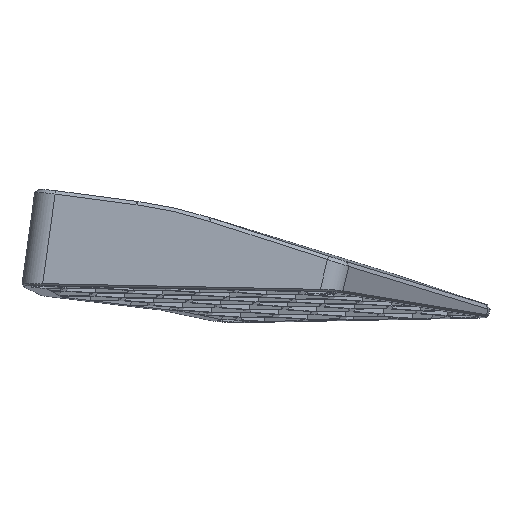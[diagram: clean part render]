
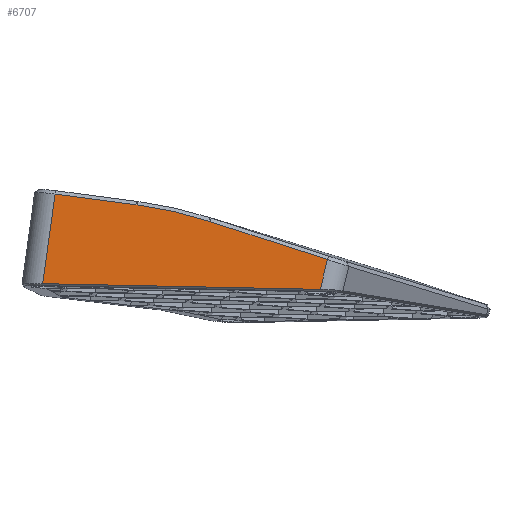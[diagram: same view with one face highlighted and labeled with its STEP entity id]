
A CAD part, top view. The second image highlights one B-rep face of the part: STEP entity #6707.
In plain terms, the highlighted planar face has unit normal (-0.077, 0.082, 0.994).
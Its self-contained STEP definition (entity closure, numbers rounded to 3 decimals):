
#107=B_SPLINE_CURVE_WITH_KNOTS('',3,(#9825,#9826,#9827,#9828),
 .UNSPECIFIED.,.F.,.F.,(4,4),(1.63,1.648),
 .UNSPECIFIED.);
#121=B_SPLINE_CURVE_WITH_KNOTS('',3,(#9981,#9982,#9983,#9984),
 .UNSPECIFIED.,.F.,.F.,(4,4),(-0.921,-0.907),
 .UNSPECIFIED.);
#122=B_SPLINE_CURVE_WITH_KNOTS('',3,(#9988,#9989,#9990,#9991),
 .UNSPECIFIED.,.F.,.F.,(4,4),(-0.103,-0.069),
 .UNSPECIFIED.);
#123=B_SPLINE_CURVE_WITH_KNOTS('',3,(#9993,#9994,#9995,#9996),
 .UNSPECIFIED.,.F.,.F.,(4,4),(-1.57,-1.381),
 .UNSPECIFIED.);
#124=B_SPLINE_CURVE_WITH_KNOTS('',3,(#9998,#9999,#10000,#10001),
 .UNSPECIFIED.,.F.,.F.,(4,4),(-1.573,-1.57),
 .UNSPECIFIED.);
#265=FACE_OUTER_BOUND('',#658,.T.);
#658=EDGE_LOOP('',(#4492,#4493,#4494,#4495,#4496,#4497,#4498,#4499,#4500,
#4501));
#1092=LINE('',#9547,#1858);
#1111=LINE('',#9979,#1877);
#1112=LINE('',#9986,#1878);
#1113=LINE('',#10003,#1879);
#1114=LINE('',#10004,#1880);
#1858=VECTOR('',#7646,10.);
#1877=VECTOR('',#7673,10.);
#1878=VECTOR('',#7674,10.);
#1879=VECTOR('',#7675,10.);
#1880=VECTOR('',#7676,10.);
#2764=VERTEX_POINT('',#9540);
#2767=VERTEX_POINT('',#9545);
#2768=VERTEX_POINT('',#9568);
#2792=VERTEX_POINT('',#9978);
#2793=VERTEX_POINT('',#9980);
#2794=VERTEX_POINT('',#9985);
#2795=VERTEX_POINT('',#9987);
#2796=VERTEX_POINT('',#9992);
#2797=VERTEX_POINT('',#9997);
#2798=VERTEX_POINT('',#10002);
#3421=EDGE_CURVE('',#2767,#2764,#1092,.T.);
#3456=EDGE_CURVE('',#2768,#2767,#107,.T.);
#3470=EDGE_CURVE('',#2768,#2792,#1111,.T.);
#3471=EDGE_CURVE('',#2793,#2792,#121,.T.);
#3472=EDGE_CURVE('',#2794,#2793,#1112,.T.);
#3473=EDGE_CURVE('',#2795,#2794,#122,.T.);
#3474=EDGE_CURVE('',#2796,#2795,#123,.T.);
#3475=EDGE_CURVE('',#2797,#2796,#124,.T.);
#3476=EDGE_CURVE('',#2798,#2797,#1113,.T.);
#3477=EDGE_CURVE('',#2798,#2764,#1114,.T.);
#4492=ORIENTED_EDGE('',*,*,#3421,.F.);
#4493=ORIENTED_EDGE('',*,*,#3456,.F.);
#4494=ORIENTED_EDGE('',*,*,#3470,.T.);
#4495=ORIENTED_EDGE('',*,*,#3471,.F.);
#4496=ORIENTED_EDGE('',*,*,#3472,.F.);
#4497=ORIENTED_EDGE('',*,*,#3473,.F.);
#4498=ORIENTED_EDGE('',*,*,#3474,.F.);
#4499=ORIENTED_EDGE('',*,*,#3475,.F.);
#4500=ORIENTED_EDGE('',*,*,#3476,.F.);
#4501=ORIENTED_EDGE('',*,*,#3477,.T.);
#6377=PLANE('',#7101);
#6707=ADVANCED_FACE('',(#265),#6377,.T.);
#7101=AXIS2_PLACEMENT_3D('',#9977,#7671,#7672);
#7646=DIRECTION('',(-0.997,0.021,-0.079));
#7671=DIRECTION('center_axis',(-0.077,0.082,0.994));
#7672=DIRECTION('ref_axis',(0.219,0.974,-0.063));
#7673=DIRECTION('',(0.233,0.97,-0.062));
#7674=DIRECTION('',(0.947,-0.306,0.098));
#7675=DIRECTION('',(0.988,-0.13,0.087));
#7676=DIRECTION('',(-0.137,-0.988,0.071));
#9540=CARTESIAN_POINT('',(-9.381,-15.082,-14.495));
#9545=CARTESIAN_POINT('',(65.063,-16.619,-8.613));
#9547=CARTESIAN_POINT('',(34.01,-15.978,-11.066));
#9568=CARTESIAN_POINT('',(65.169,-16.621,-8.604));
#9825=CARTESIAN_POINT('Ctrl Pts',(65.169,-16.621,-8.604));
#9826=CARTESIAN_POINT('Ctrl Pts',(65.134,-16.621,-8.607));
#9827=CARTESIAN_POINT('Ctrl Pts',(65.099,-16.62,-8.61));
#9828=CARTESIAN_POINT('Ctrl Pts',(65.063,-16.619,-8.613));
#9977=CARTESIAN_POINT('Origin',(28.864,-9.972,-11.958));
#9978=CARTESIAN_POINT('',(67.093,-8.616,-9.113));
#9979=CARTESIAN_POINT('',(65.318,-16.003,-8.644));
#9980=CARTESIAN_POINT('',(67.014,-8.591,-9.122));
#9981=CARTESIAN_POINT('Ctrl Pts',(67.014,-8.591,-9.122));
#9982=CARTESIAN_POINT('Ctrl Pts',(67.04,-8.599,-9.119));
#9983=CARTESIAN_POINT('Ctrl Pts',(67.066,-8.608,-9.116));
#9984=CARTESIAN_POINT('Ctrl Pts',(67.093,-8.616,-9.113));
#9985=CARTESIAN_POINT('',(35.527,1.596,-12.394));
#9986=CARTESIAN_POINT('',(36.177,1.386,-12.326));
#9987=CARTESIAN_POINT('',(35.199,1.702,-12.428));
#9988=CARTESIAN_POINT('Ctrl Pts',(35.199,1.702,-12.428));
#9989=CARTESIAN_POINT('Ctrl Pts',(35.308,1.667,-12.416));
#9990=CARTESIAN_POINT('Ctrl Pts',(35.418,1.632,-12.405));
#9991=CARTESIAN_POINT('Ctrl Pts',(35.527,1.596,-12.394));
#9992=CARTESIAN_POINT('',(15.991,6.067,-14.271));
#9993=CARTESIAN_POINT('Ctrl Pts',(15.991,6.067,-14.271));
#9994=CARTESIAN_POINT('Ctrl Pts',(22.515,5.186,-13.695));
#9995=CARTESIAN_POINT('Ctrl Pts',(28.956,3.722,-13.076));
#9996=CARTESIAN_POINT('Ctrl Pts',(35.199,1.702,-12.428));
#9997=CARTESIAN_POINT('',(15.647,6.113,-14.302));
#9998=CARTESIAN_POINT('Ctrl Pts',(15.647,6.113,-14.302));
#9999=CARTESIAN_POINT('Ctrl Pts',(15.762,6.098,-14.292));
#10000=CARTESIAN_POINT('Ctrl Pts',(15.877,6.083,-14.282));
#10001=CARTESIAN_POINT('Ctrl Pts',(15.991,6.067,-14.271));
#10002=CARTESIAN_POINT('',(-6.057,8.976,-16.215));
#10003=CARTESIAN_POINT('',(39.11,3.019,-12.233));
#10004=CARTESIAN_POINT('',(-7.907,-4.41,-15.258));
